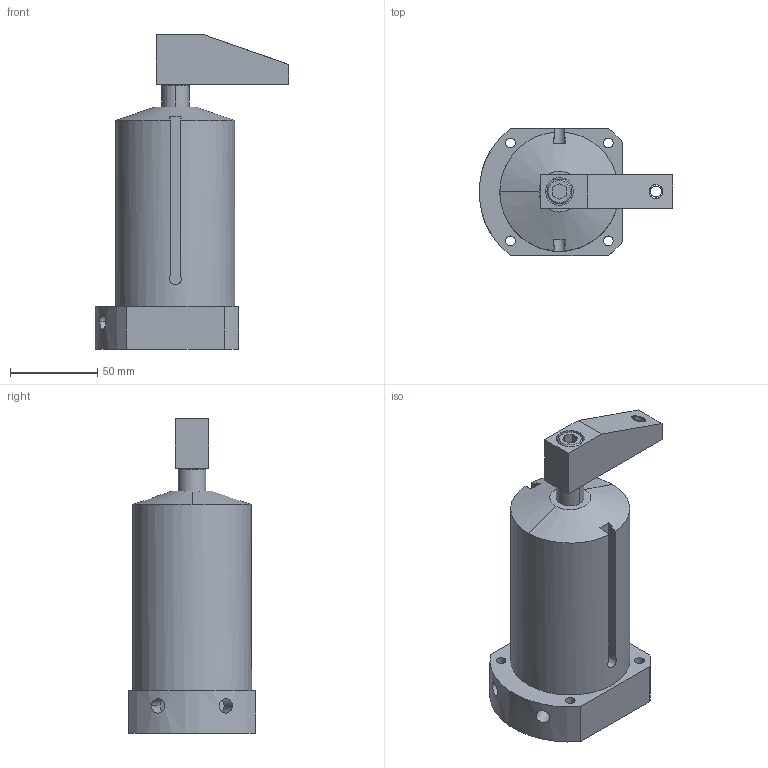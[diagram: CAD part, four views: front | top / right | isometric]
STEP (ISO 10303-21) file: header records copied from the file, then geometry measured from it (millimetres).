
FILE_DESCRIPTION((''),'2;1');
FILE_NAME('ILCP1520900_ASM','2010-09-16T',('jdw'),(''),'PRO/ENGINEER BY PARAMETRIC TECHNOLOGY CORPORATION, 2007460','PRO/ENGINEER BY PARAMETRIC TECHNOLOGY CORPORATION, 2007460','');
FILE_SCHEMA(('AUTOMOTIVE_DESIGN_CC2 { 1 2 10303 214 -1 1 5 2 }'));
Length unit declared in the file: inch
Products named in the file (3): ILCP1520900; ILC91501503; ILCP1520900_ASM
Assembly tree (2 placements, depth 2):
  ILCP1520900_ASM
    ILCP1520900
    ILC91501503
Bounding box: 110.8 x 73 x 180.6 mm (x, y, z)
Volume: 562770.1 mm3; surface area: 58606.4 mm2
Topology: 2 solids, 5 shells, 91 faces, 225 edges, 147 vertices
Faces by surface type: plane 43, cylinder 36, cone 10, torus 2
Entity records: 3846 total; most frequent: CARTESIAN_POINT 665, DIRECTION 486, ORIENTED_EDGE 438, EDGE_CURVE 223, PRESENTATION_STYLE_ASSIGNMENT 196, AXIS2_PLACEMENT_3D 186, STYLED_ITEM 176, CURVE_STYLE 174
